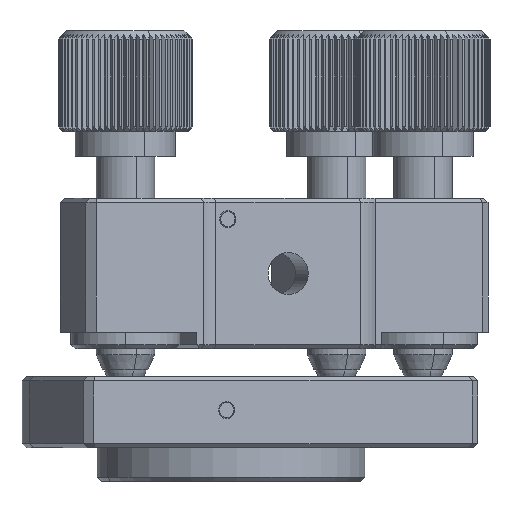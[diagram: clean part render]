
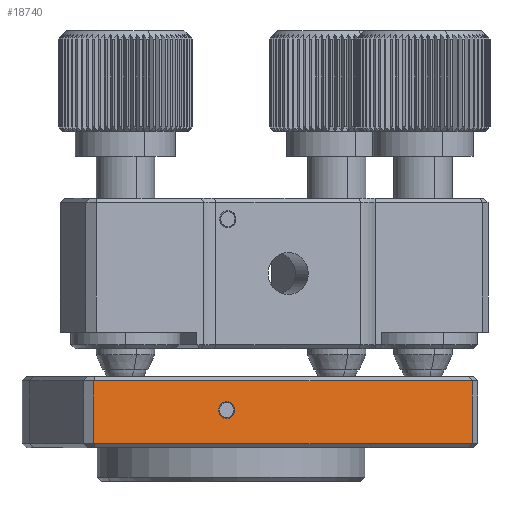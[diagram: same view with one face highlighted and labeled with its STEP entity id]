
A CAD part, left-side view. The second image highlights one B-rep face of the part: STEP entity #18740.
In plain terms, the highlighted planar face has unit normal (-0.96, -0.279, 0).
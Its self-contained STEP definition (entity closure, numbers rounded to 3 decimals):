
#301 = EDGE_LOOP ( 'NONE', ( #16090, #21918 ) ) ;
#1462 = VERTEX_POINT ( 'NONE', #23456 ) ;
#2150 = DIRECTION ( 'NONE',  ( -0.96, -0.279, 0. ) ) ;
#2166 = ORIENTED_EDGE ( 'NONE', *, *, #5429, .T. ) ;
#2298 = DIRECTION ( 'NONE',  ( 0.96, 0.279, 0. ) ) ;
#2836 = ORIENTED_EDGE ( 'NONE', *, *, #16750, .T. ) ;
#3148 = EDGE_CURVE ( 'NONE', #16720, #20644, #20097, .T. ) ;
#4398 = LINE ( 'NONE', #24555, #21065 ) ;
#5021 = CARTESIAN_POINT ( 'NONE',  ( -21.147, -30.867, -4.205 ) ) ;
#5429 = EDGE_CURVE ( 'NONE', #1462, #25679, #7754, .T. ) ;
#5684 = DIRECTION ( 'NONE',  ( 0., 0., 1. ) ) ;
#5892 = CARTESIAN_POINT ( 'NONE',  ( -34.253, 14.268, -4.205 ) ) ;
#6499 = DIRECTION ( 'NONE',  ( -0.96, -0.279, 0. ) ) ;
#6838 = CARTESIAN_POINT ( 'NONE',  ( -29.652, -1.577, 1.295 ) ) ;
#6945 = EDGE_LOOP ( 'NONE', ( #12481, #2836, #2166, #15064 ) ) ;
#7105 = CARTESIAN_POINT ( 'NONE',  ( -29.652, -1.577, 0.295 ) ) ;
#7754 = LINE ( 'NONE', #5021, #24784 ) ;
#9456 = CARTESIAN_POINT ( 'NONE',  ( -21.147, -30.867, -4.205 ) ) ;
#9682 = DIRECTION ( 'NONE',  ( 0., 0., -1. ) ) ;
#10408 = DIRECTION ( 'NONE',  ( 0., 0., 1. ) ) ;
#11270 = CARTESIAN_POINT ( 'NONE',  ( -29.652, -1.577, 0.295 ) ) ;
#12481 = ORIENTED_EDGE ( 'NONE', *, *, #23041, .F. ) ;
#13200 = FACE_BOUND ( 'NONE', #301, .T. ) ;
#14888 = CIRCLE ( 'NONE', #24656, 1. ) ;
#15064 = ORIENTED_EDGE ( 'NONE', *, *, #21677, .T. ) ;
#16090 = ORIENTED_EDGE ( 'NONE', *, *, #3148, .F. ) ;
#16720 = VERTEX_POINT ( 'NONE', #6838 ) ;
#16750 = EDGE_CURVE ( 'NONE', #23380, #1462, #4398, .T. ) ;
#16809 = VERTEX_POINT ( 'NONE', #17852 ) ;
#17852 = CARTESIAN_POINT ( 'NONE',  ( -34.253, 14.268, 3.795 ) ) ;
#18740 = ADVANCED_FACE ( 'NONE', ( #13200, #32248 ), #22331, .F. ) ;
#20097 = CIRCLE ( 'NONE', #24069, 1. ) ;
#20481 = LINE ( 'NONE', #5892, #32408 ) ;
#20550 = CARTESIAN_POINT ( 'NONE',  ( -21.147, -30.867, 3.795 ) ) ;
#20644 = VERTEX_POINT ( 'NONE', #28720 ) ;
#21065 = VECTOR ( 'NONE', #21916, 1000. ) ;
#21677 = EDGE_CURVE ( 'NONE', #25679, #16809, #29713, .T. ) ;
#21916 = DIRECTION ( 'NONE',  ( 0.279, -0.96, 0. ) ) ;
#21918 = ORIENTED_EDGE ( 'NONE', *, *, #24956, .F. ) ;
#21945 = DIRECTION ( 'NONE',  ( -0.279, 0.96, 0. ) ) ;
#22331 = PLANE ( 'NONE',  #26197 ) ;
#22978 = VECTOR ( 'NONE', #21945, 1000. ) ;
#23041 = EDGE_CURVE ( 'NONE', #23380, #16809, #20481, .T. ) ;
#23380 = VERTEX_POINT ( 'NONE', #24822 ) ;
#23456 = CARTESIAN_POINT ( 'NONE',  ( -21.147, -30.867, -3.705 ) ) ;
#24069 = AXIS2_PLACEMENT_3D ( 'NONE', #11270, #6499, #29025 ) ;
#24555 = CARTESIAN_POINT ( 'NONE',  ( -21.147, -30.867, -3.705 ) ) ;
#24656 = AXIS2_PLACEMENT_3D ( 'NONE', #7105, #2150, #10408 ) ;
#24784 = VECTOR ( 'NONE', #25050, 1000. ) ;
#24822 = CARTESIAN_POINT ( 'NONE',  ( -34.253, 14.268, -3.705 ) ) ;
#24956 = EDGE_CURVE ( 'NONE', #20644, #16720, #14888, .T. ) ;
#25050 = DIRECTION ( 'NONE',  ( 0., 0., 1. ) ) ;
#25679 = VERTEX_POINT ( 'NONE', #20550 ) ;
#26197 = AXIS2_PLACEMENT_3D ( 'NONE', #9456, #2298, #9682 ) ;
#26808 = CARTESIAN_POINT ( 'NONE',  ( -21.147, -30.867, 3.795 ) ) ;
#28720 = CARTESIAN_POINT ( 'NONE',  ( -29.652, -1.577, -0.705 ) ) ;
#29025 = DIRECTION ( 'NONE',  ( 0., 0., 1. ) ) ;
#29713 = LINE ( 'NONE', #26808, #22978 ) ;
#32248 = FACE_OUTER_BOUND ( 'NONE', #6945, .T. ) ;
#32408 = VECTOR ( 'NONE', #5684, 1000. ) ;
